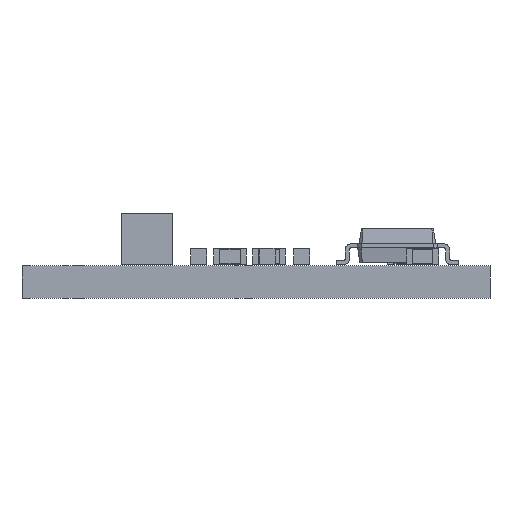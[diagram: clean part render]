
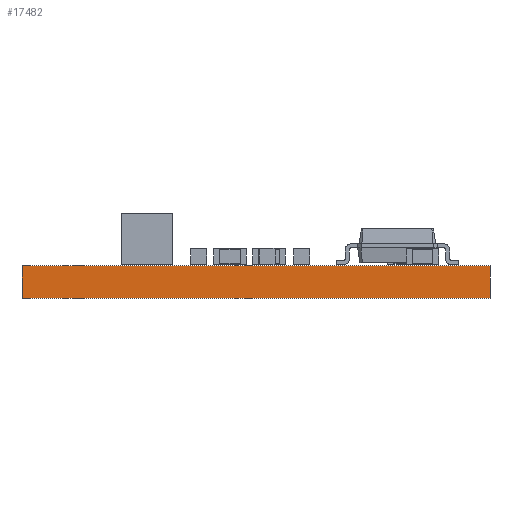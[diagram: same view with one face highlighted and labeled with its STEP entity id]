
A CAD part, front view. The second image highlights one B-rep face of the part: STEP entity #17482.
In plain terms, the highlighted planar face has unit normal (0, -1, 0).
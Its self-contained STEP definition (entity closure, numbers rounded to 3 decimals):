
#15712 = PLANE('',#15713);
#15713 = AXIS2_PLACEMENT_3D('',#15714,#15715,#15716);
#15714 = CARTESIAN_POINT('',(0.,0.,1.6
    ));
#15715 = DIRECTION('',(-0.,-0.,-1.));
#15716 = DIRECTION('',(-1.,0.,0.));
#15740 = PLANE('',#15741);
#15741 = AXIS2_PLACEMENT_3D('',#15742,#15743,#15744);
#15742 = CARTESIAN_POINT('',(11.43,8.255,0.));
#15743 = DIRECTION('',(1.,0.,-0.));
#15744 = DIRECTION('',(0.,-1.,0.));
#15766 = PLANE('',#15767);
#15767 = AXIS2_PLACEMENT_3D('',#15768,#15769,#15770);
#15768 = CARTESIAN_POINT('',(0.,0.,0.)
  );
#15769 = DIRECTION('',(-0.,-0.,-1.));
#15770 = DIRECTION('',(-1.,0.,0.));
#15857 = VERTEX_POINT('',#15858);
#15858 = CARTESIAN_POINT('',(11.43,-8.255,1.6));
#15879 = EDGE_CURVE('',#15880,#15857,#15882,.T.);
#15880 = VERTEX_POINT('',#15881);
#15881 = CARTESIAN_POINT('',(11.43,-8.255,0.));
#15882 = SURFACE_CURVE('',#15883,(#15887,#15894),.PCURVE_S1.);
#15883 = LINE('',#15884,#15885);
#15884 = CARTESIAN_POINT('',(11.43,-8.255,0.));
#15885 = VECTOR('',#15886,1.);
#15886 = DIRECTION('',(0.,0.,1.));
#15887 = PCURVE('',#15740,#15888);
#15888 = DEFINITIONAL_REPRESENTATION('',(#15889),#15893);
#15889 = LINE('',#15890,#15891);
#15890 = CARTESIAN_POINT('',(16.51,0.));
#15891 = VECTOR('',#15892,1.);
#15892 = DIRECTION('',(0.,-1.));
#15893 = ( GEOMETRIC_REPRESENTATION_CONTEXT(2) 
PARAMETRIC_REPRESENTATION_CONTEXT() REPRESENTATION_CONTEXT('2D SPACE',''
  ) );
#15894 = PCURVE('',#15895,#15900);
#15895 = PLANE('',#15896);
#15896 = AXIS2_PLACEMENT_3D('',#15897,#15898,#15899);
#15897 = CARTESIAN_POINT('',(11.43,-8.255,0.));
#15898 = DIRECTION('',(0.,-1.,0.));
#15899 = DIRECTION('',(-1.,0.,0.));
#15900 = DEFINITIONAL_REPRESENTATION('',(#15901),#15905);
#15901 = LINE('',#15902,#15903);
#15902 = CARTESIAN_POINT('',(0.,-0.));
#15903 = VECTOR('',#15904,1.);
#15904 = DIRECTION('',(0.,-1.));
#15905 = ( GEOMETRIC_REPRESENTATION_CONTEXT(2) 
PARAMETRIC_REPRESENTATION_CONTEXT() REPRESENTATION_CONTEXT('2D SPACE',''
  ) );
#15934 = EDGE_CURVE('',#15880,#15935,#15937,.T.);
#15935 = VERTEX_POINT('',#15936);
#15936 = CARTESIAN_POINT('',(-11.43,-8.255,0.));
#15937 = SURFACE_CURVE('',#15938,(#15942,#15949),.PCURVE_S1.);
#15938 = LINE('',#15939,#15940);
#15939 = CARTESIAN_POINT('',(11.43,-8.255,0.));
#15940 = VECTOR('',#15941,1.);
#15941 = DIRECTION('',(-1.,0.,0.));
#15942 = PCURVE('',#15766,#15943);
#15943 = DEFINITIONAL_REPRESENTATION('',(#15944),#15948);
#15944 = LINE('',#15945,#15946);
#15945 = CARTESIAN_POINT('',(-11.43,-8.255));
#15946 = VECTOR('',#15947,1.);
#15947 = DIRECTION('',(1.,0.));
#15948 = ( GEOMETRIC_REPRESENTATION_CONTEXT(2) 
PARAMETRIC_REPRESENTATION_CONTEXT() REPRESENTATION_CONTEXT('2D SPACE',''
  ) );
#15949 = PCURVE('',#15895,#15950);
#15950 = DEFINITIONAL_REPRESENTATION('',(#15951),#15955);
#15951 = LINE('',#15952,#15953);
#15952 = CARTESIAN_POINT('',(0.,-0.));
#15953 = VECTOR('',#15954,1.);
#15954 = DIRECTION('',(1.,0.));
#15955 = ( GEOMETRIC_REPRESENTATION_CONTEXT(2) 
PARAMETRIC_REPRESENTATION_CONTEXT() REPRESENTATION_CONTEXT('2D SPACE',''
  ) );
#15973 = PLANE('',#15974);
#15974 = AXIS2_PLACEMENT_3D('',#15975,#15976,#15977);
#15975 = CARTESIAN_POINT('',(-11.43,-8.255,0.));
#15976 = DIRECTION('',(-1.,0.,0.));
#15977 = DIRECTION('',(0.,1.,0.));
#16758 = EDGE_CURVE('',#15857,#16759,#16761,.T.);
#16759 = VERTEX_POINT('',#16760);
#16760 = CARTESIAN_POINT('',(-11.43,-8.255,1.6));
#16761 = SURFACE_CURVE('',#16762,(#16766,#16773),.PCURVE_S1.);
#16762 = LINE('',#16763,#16764);
#16763 = CARTESIAN_POINT('',(11.43,-8.255,1.6));
#16764 = VECTOR('',#16765,1.);
#16765 = DIRECTION('',(-1.,0.,0.));
#16766 = PCURVE('',#15712,#16767);
#16767 = DEFINITIONAL_REPRESENTATION('',(#16768),#16772);
#16768 = LINE('',#16769,#16770);
#16769 = CARTESIAN_POINT('',(-11.43,-8.255));
#16770 = VECTOR('',#16771,1.);
#16771 = DIRECTION('',(1.,0.));
#16772 = ( GEOMETRIC_REPRESENTATION_CONTEXT(2) 
PARAMETRIC_REPRESENTATION_CONTEXT() REPRESENTATION_CONTEXT('2D SPACE',''
  ) );
#16773 = PCURVE('',#15895,#16774);
#16774 = DEFINITIONAL_REPRESENTATION('',(#16775),#16779);
#16775 = LINE('',#16776,#16777);
#16776 = CARTESIAN_POINT('',(0.,-1.6));
#16777 = VECTOR('',#16778,1.);
#16778 = DIRECTION('',(1.,0.));
#16779 = ( GEOMETRIC_REPRESENTATION_CONTEXT(2) 
PARAMETRIC_REPRESENTATION_CONTEXT() REPRESENTATION_CONTEXT('2D SPACE',''
  ) );
#17482 = ADVANCED_FACE('',(#17483),#15895,.T.);
#17483 = FACE_BOUND('',#17484,.T.);
#17484 = EDGE_LOOP('',(#17485,#17486,#17487,#17508));
#17485 = ORIENTED_EDGE('',*,*,#15879,.T.);
#17486 = ORIENTED_EDGE('',*,*,#16758,.T.);
#17487 = ORIENTED_EDGE('',*,*,#17488,.F.);
#17488 = EDGE_CURVE('',#15935,#16759,#17489,.T.);
#17489 = SURFACE_CURVE('',#17490,(#17494,#17501),.PCURVE_S1.);
#17490 = LINE('',#17491,#17492);
#17491 = CARTESIAN_POINT('',(-11.43,-8.255,0.));
#17492 = VECTOR('',#17493,1.);
#17493 = DIRECTION('',(0.,0.,1.));
#17494 = PCURVE('',#15895,#17495);
#17495 = DEFINITIONAL_REPRESENTATION('',(#17496),#17500);
#17496 = LINE('',#17497,#17498);
#17497 = CARTESIAN_POINT('',(22.86,0.));
#17498 = VECTOR('',#17499,1.);
#17499 = DIRECTION('',(0.,-1.));
#17500 = ( GEOMETRIC_REPRESENTATION_CONTEXT(2) 
PARAMETRIC_REPRESENTATION_CONTEXT() REPRESENTATION_CONTEXT('2D SPACE',''
  ) );
#17501 = PCURVE('',#15973,#17502);
#17502 = DEFINITIONAL_REPRESENTATION('',(#17503),#17507);
#17503 = LINE('',#17504,#17505);
#17504 = CARTESIAN_POINT('',(0.,0.));
#17505 = VECTOR('',#17506,1.);
#17506 = DIRECTION('',(0.,-1.));
#17507 = ( GEOMETRIC_REPRESENTATION_CONTEXT(2) 
PARAMETRIC_REPRESENTATION_CONTEXT() REPRESENTATION_CONTEXT('2D SPACE',''
  ) );
#17508 = ORIENTED_EDGE('',*,*,#15934,.F.);
